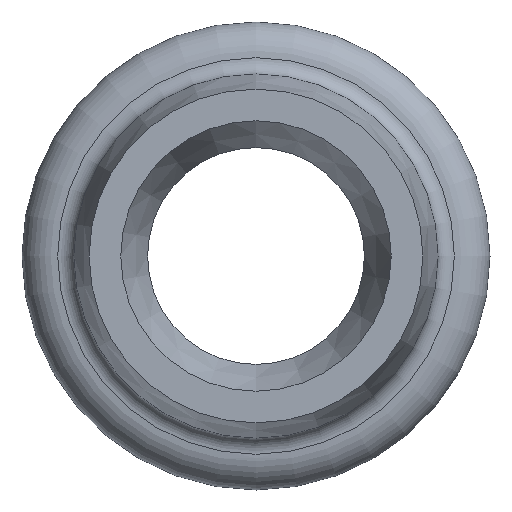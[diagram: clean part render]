
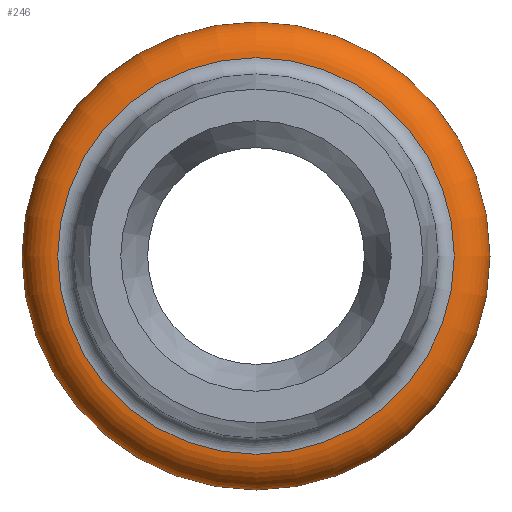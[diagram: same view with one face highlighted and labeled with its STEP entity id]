
A CAD part, front view. The second image highlights one B-rep face of the part: STEP entity #246.
In plain terms, the highlighted toroidal (fillet/blend) face has major radius 4.84 mm and minor radius 0.88 mm.
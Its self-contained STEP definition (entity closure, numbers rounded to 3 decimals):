
#21=TOROIDAL_SURFACE('',#288,4.84,0.88);
#46=ORIENTED_EDGE('',*,*,#85,.T.);
#47=ORIENTED_EDGE('',*,*,#84,.F.);
#84=EDGE_CURVE('',#106,#106,#128,.T.);
#85=EDGE_CURVE('',#107,#107,#129,.T.);
#106=VERTEX_POINT('',#429);
#107=VERTEX_POINT('',#432);
#128=CIRCLE('',#287,4.847);
#129=CIRCLE('',#289,5.72);
#156=EDGE_LOOP('',(#46));
#157=EDGE_LOOP('',(#47));
#200=FACE_BOUND('',#156,.T.);
#201=FACE_BOUND('',#157,.T.);
#246=ADVANCED_FACE('',(#200,#201),#21,.T.);
#287=AXIS2_PLACEMENT_3D('',#428,#345,#346);
#288=AXIS2_PLACEMENT_3D('',#430,#347,#348);
#289=AXIS2_PLACEMENT_3D('',#431,#349,#350);
#345=DIRECTION('',(0.,-1.,0.));
#346=DIRECTION('',(0.,0.,-1.));
#347=DIRECTION('',(0.,-1.,0.));
#348=DIRECTION('',(0.,0.,-1.));
#349=DIRECTION('',(0.,-1.,0.));
#350=DIRECTION('',(0.,0.,-1.));
#428=CARTESIAN_POINT('',(0.,5.15,0.));
#429=CARTESIAN_POINT('',(0.,5.15,-4.847));
#430=CARTESIAN_POINT('',(0.,6.03,0.));
#431=CARTESIAN_POINT('',(0.,6.03,0.));
#432=CARTESIAN_POINT('',(0.,6.03,-5.72));
